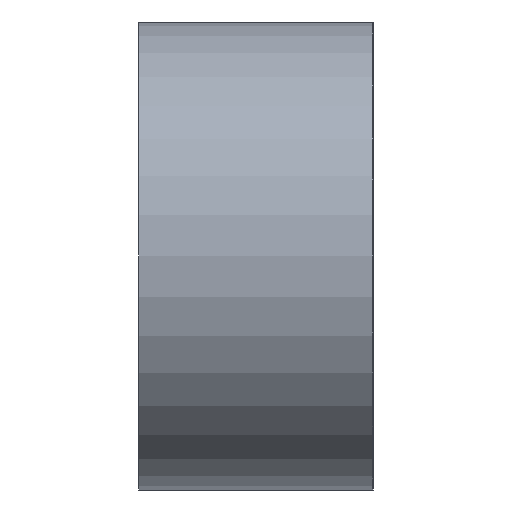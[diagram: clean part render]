
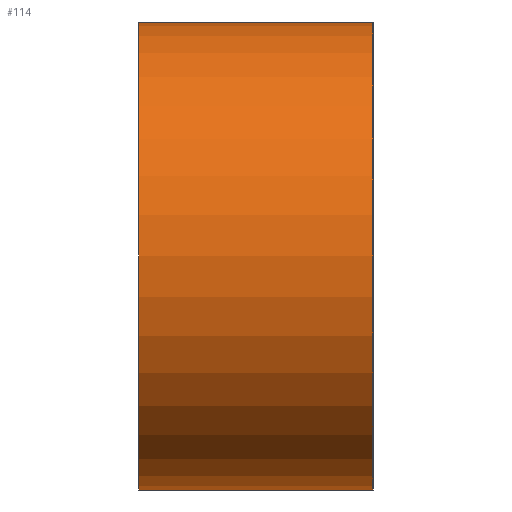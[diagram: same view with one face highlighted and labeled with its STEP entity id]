
A CAD part, left-side view. The second image highlights one B-rep face of the part: STEP entity #114.
In plain terms, the highlighted cylindrical face has radius 4 mm (diameter 8 mm), a partial arc.
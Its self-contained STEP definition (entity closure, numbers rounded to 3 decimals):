
#48 = LINE ( 'NONE', #1509, #1852 ) ;
#66 = DIRECTION ( 'NONE',  ( 0., 1., 0. ) ) ;
#114 = ADVANCED_FACE ( 'NONE', ( #837 ), #152, .T. ) ;
#152 = CYLINDRICAL_SURFACE ( 'NONE', #2206, 4. ) ;
#299 = CARTESIAN_POINT ( 'NONE',  ( -136., 0., 0. ) ) ;
#375 = EDGE_CURVE ( 'NONE', #1219, #2572, #1891, .T. ) ;
#419 = VECTOR ( 'NONE', #1533, 1000. ) ;
#472 = ORIENTED_EDGE ( 'NONE', *, *, #2668, .F. ) ;
#487 = DIRECTION ( 'NONE',  ( 0., 0., -1. ) ) ;
#508 = VERTEX_POINT ( 'NONE', #2655 ) ;
#741 = CIRCLE ( 'NONE', #1794, 4. ) ;
#837 = FACE_OUTER_BOUND ( 'NONE', #2421, .T. ) ;
#909 = VERTEX_POINT ( 'NONE', #1249 ) ;
#932 = CARTESIAN_POINT ( 'NONE',  ( -136., 0., 4. ) ) ;
#1002 = CIRCLE ( 'NONE', #1146, 4. ) ;
#1123 = CARTESIAN_POINT ( 'NONE',  ( -136., 4., 0. ) ) ;
#1146 = AXIS2_PLACEMENT_3D ( 'NONE', #299, #2257, #2037 ) ;
#1177 = ORIENTED_EDGE ( 'NONE', *, *, #2721, .T. ) ;
#1189 = ORIENTED_EDGE ( 'NONE', *, *, #2040, .T. ) ;
#1219 = VERTEX_POINT ( 'NONE', #1594 ) ;
#1249 = CARTESIAN_POINT ( 'NONE',  ( -136., 0., -4. ) ) ;
#1266 = DIRECTION ( 'NONE',  ( 0., -1., 0. ) ) ;
#1403 = DIRECTION ( 'NONE',  ( 0., -1., 0. ) ) ;
#1493 = CARTESIAN_POINT ( 'NONE',  ( -136., 4., 4. ) ) ;
#1509 = CARTESIAN_POINT ( 'NONE',  ( -136., 4., -4. ) ) ;
#1533 = DIRECTION ( 'NONE',  ( 0., -1., 0. ) ) ;
#1594 = CARTESIAN_POINT ( 'NONE',  ( -136., 4., 4. ) ) ;
#1794 = AXIS2_PLACEMENT_3D ( 'NONE', #1123, #66, #1808 ) ;
#1808 = DIRECTION ( 'NONE',  ( 0., 0., 1. ) ) ;
#1838 = CARTESIAN_POINT ( 'NONE',  ( -136., 4., 0. ) ) ;
#1852 = VECTOR ( 'NONE', #1266, 1000. ) ;
#1891 = LINE ( 'NONE', #1493, #419 ) ;
#2037 = DIRECTION ( 'NONE',  ( 0., 0., 1. ) ) ;
#2040 = EDGE_CURVE ( 'NONE', #508, #909, #48, .T. ) ;
#2171 = ORIENTED_EDGE ( 'NONE', *, *, #375, .F. ) ;
#2206 = AXIS2_PLACEMENT_3D ( 'NONE', #1838, #1403, #487 ) ;
#2257 = DIRECTION ( 'NONE',  ( 0., 1., 0. ) ) ;
#2421 = EDGE_LOOP ( 'NONE', ( #1177, #2171, #472, #1189 ) ) ;
#2572 = VERTEX_POINT ( 'NONE', #932 ) ;
#2655 = CARTESIAN_POINT ( 'NONE',  ( -136., 4., -4. ) ) ;
#2668 = EDGE_CURVE ( 'NONE', #508, #1219, #741, .T. ) ;
#2721 = EDGE_CURVE ( 'NONE', #909, #2572, #1002, .T. ) ;
